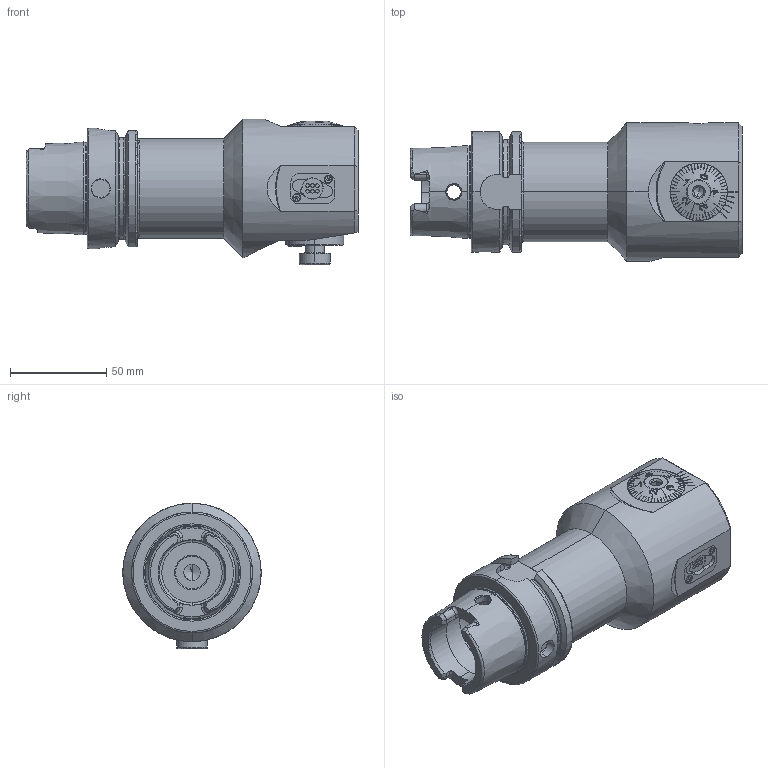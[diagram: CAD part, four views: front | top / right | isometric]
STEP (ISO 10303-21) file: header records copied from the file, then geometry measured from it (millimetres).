
FILE_DESCRIPTION (( 'STEP AP203' ), '1' );
FILE_NAME ('HA6.F72.087.145-D.STEP', '2024-08-27T07:50:17', ( '' ), ( '' ), 'SwSTEP 2.0', 'SolidWorks 2022', '' );
FILE_SCHEMA (( 'CONFIG_CONTROL_DESIGN' ));
Length unit declared in the file: millimetre
Products named in the file (20): F72-BG1.DA4.030; HA6.F72.087.145-D; DIN 3771 - 25x1.5; Fxx-BG7.DA1.0xx_B_F72; A55-BG3.011.033_A_gekürzt; DIN 7984 - M10 x 16; F55-BG1.012.012_A; WCB-ER2.001.009_A; ISO 4762 - M2 x 4; ISO 4026 - M10 x 16; Klebstoff D10; DIN 3771 - 13x1; Fxx-MAB.xxx.xxx_A_F72; A55-BG2.013.005_C; PEF-DA3.010.032_A_F72; A55-BG2.011.016_D; F72-BG2.014.020_B_mit Gewinde; A55-BG2.012.006_B; HA6-F72.DA3.145_A_bohrungen gefüllt; F72-BG1.DA3.030_A
Assembly tree (20 placements, depth 3):
  HA6.F72.087.145-D
    HA6-F72.DA3.145_A_bohrungen gefüllt
    F72-BG1.DA4.030
      F72-BG1.DA3.030_A
      F55-BG1.012.012_A
      A55-BG2.011.016_D
      A55-BG2.013.005_C
      DIN 3771 - 25x1.5
      A55-BG2.012.006_B
      F72-BG2.014.020_B_mit Gewinde
      Fxx-MAB.xxx.xxx_A_F72
    A55-BG3.011.033_A_gekürzt
    Klebstoff D10
    WCB-ER2.001.009_A
    DIN 7984 - M10 x 16
    Fxx-BG7.DA1.0xx_B_F72
    ISO 4762 - M2 x 4  x2
    PEF-DA3.010.032_A_F72
    DIN 3771 - 13x1
    ISO 4026 - M10 x 16
Bounding box: 172.9 x 72 x 75.66 mm (x, y, z)
Volume: 420840.2 mm3; surface area: 78802.6 mm2
Topology: 31 solids, 31 shells, 1123 faces, 2858 edges, 1803 vertices
Faces by surface type: plane 510, cylinder 253, cone 214, torus 97, bspline 47, sphere 2
Entity records: 39740 total; most frequent: CARTESIAN_POINT 11974, ORIENTED_EDGE 5552, DIRECTION 5067, EDGE_CURVE 2776, AXIS2_PLACEMENT_3D 1935, VERTEX_POINT 1770, VECTOR 1197, LINE 1197
